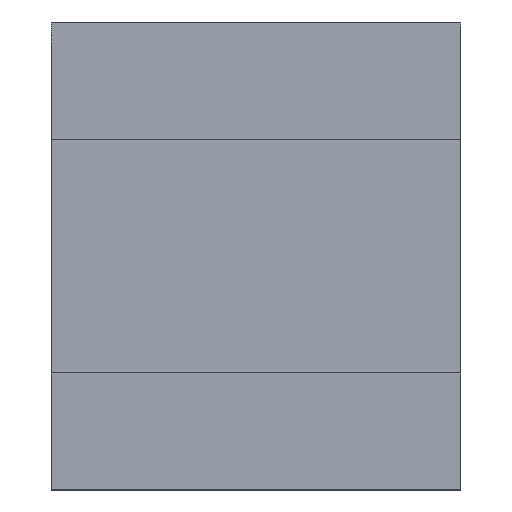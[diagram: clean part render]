
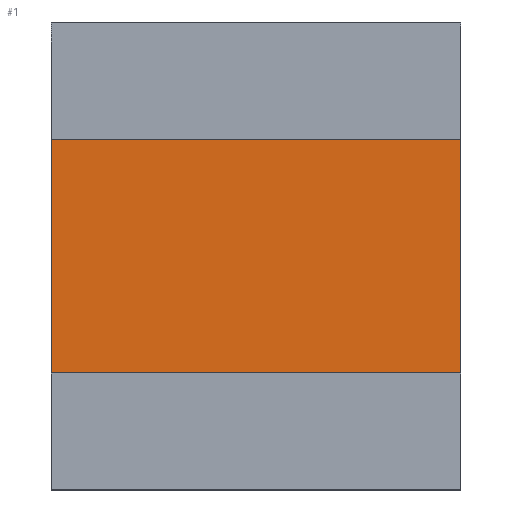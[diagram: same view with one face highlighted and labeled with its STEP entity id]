
A CAD part, left-side view. The second image highlights one B-rep face of the part: STEP entity #1.
In plain terms, the highlighted planar face has unit normal (-1, 0, 0).
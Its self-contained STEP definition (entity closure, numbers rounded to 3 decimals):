
#1 = ADVANCED_FACE ( 'NONE', ( #88 ), #524, .F. ) ;
#12 = VERTEX_POINT ( 'NONE', #695 ) ;
#30 = VECTOR ( 'NONE', #912, 1000. ) ;
#88 = FACE_OUTER_BOUND ( 'NONE', #345, .T. ) ;
#146 = VERTEX_POINT ( 'NONE', #292 ) ;
#238 = LINE ( 'NONE', #1017, #928 ) ;
#248 = DIRECTION ( 'NONE',  ( 0., 0., -1. ) ) ;
#259 = LINE ( 'NONE', #645, #30 ) ;
#275 = VECTOR ( 'NONE', #1143, 1000. ) ;
#289 = EDGE_CURVE ( 'NONE', #389, #574, #770, .T. ) ;
#292 = CARTESIAN_POINT ( 'NONE',  ( -0.8, 0.7, -0.2 ) ) ;
#334 = EDGE_CURVE ( 'NONE', #146, #12, #238, .T. ) ;
#345 = EDGE_LOOP ( 'NONE', ( #459, #392, #538, #634 ) ) ;
#389 = VERTEX_POINT ( 'NONE', #862 ) ;
#392 = ORIENTED_EDGE ( 'NONE', *, *, #806, .T. ) ;
#410 = CARTESIAN_POINT ( 'NONE',  ( -0.8, 0., 0.4 ) ) ;
#434 = CARTESIAN_POINT ( 'NONE',  ( -0.8, 0., 0.2 ) ) ;
#439 = VECTOR ( 'NONE', #836, 1000. ) ;
#459 = ORIENTED_EDGE ( 'NONE', *, *, #334, .F. ) ;
#524 = PLANE ( 'NONE',  #578 ) ;
#538 = ORIENTED_EDGE ( 'NONE', *, *, #289, .T. ) ;
#574 = VERTEX_POINT ( 'NONE', #983 ) ;
#578 = AXIS2_PLACEMENT_3D ( 'NONE', #607, #878, #248 ) ;
#607 = CARTESIAN_POINT ( 'NONE',  ( -0.8, 0.7, 0.4 ) ) ;
#634 = ORIENTED_EDGE ( 'NONE', *, *, #959, .T. ) ;
#645 = CARTESIAN_POINT ( 'NONE',  ( -0.8, 0., -0.2 ) ) ;
#695 = CARTESIAN_POINT ( 'NONE',  ( -0.8, 0.7, 0.2 ) ) ;
#753 = DIRECTION ( 'NONE',  ( 0., 0., 1. ) ) ;
#770 = LINE ( 'NONE', #410, #439 ) ;
#806 = EDGE_CURVE ( 'NONE', #146, #389, #259, .T. ) ;
#836 = DIRECTION ( 'NONE',  ( 0., 0., 1. ) ) ;
#862 = CARTESIAN_POINT ( 'NONE',  ( -0.8, 0., -0.2 ) ) ;
#878 = DIRECTION ( 'NONE',  ( 1., 0., 0. ) ) ;
#912 = DIRECTION ( 'NONE',  ( 0., -1., 0. ) ) ;
#928 = VECTOR ( 'NONE', #753, 1000. ) ;
#959 = EDGE_CURVE ( 'NONE', #574, #12, #994, .T. ) ;
#983 = CARTESIAN_POINT ( 'NONE',  ( -0.8, 0., 0.2 ) ) ;
#994 = LINE ( 'NONE', #434, #275 ) ;
#1017 = CARTESIAN_POINT ( 'NONE',  ( -0.8, 0.7, 0.4 ) ) ;
#1143 = DIRECTION ( 'NONE',  ( 0., 1., 0. ) ) ;
